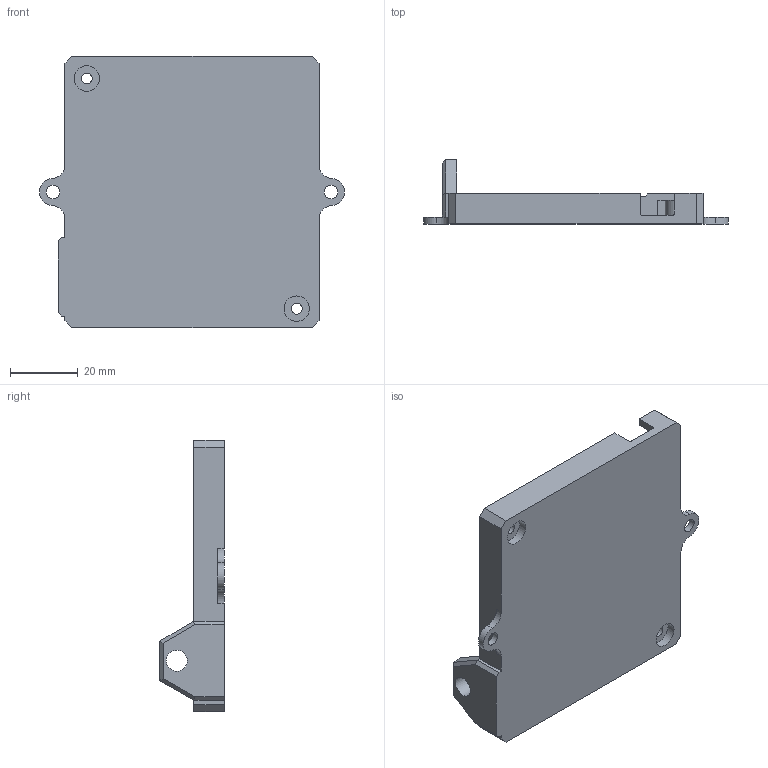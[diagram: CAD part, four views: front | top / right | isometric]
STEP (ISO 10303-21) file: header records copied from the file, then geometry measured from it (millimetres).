
FILE_DESCRIPTION(/* description */ (''),/* implementation_level */ '2;1');
FILE_NAME(/* name */ 'Base.step',/* time_stamp */ '2025-01-18T13:34:53+01:00',/* author */ (''),/* organization */ (''),/* preprocessor_version */ 'ST-DEVELOPER v20',/* originating_system */ 'Autodesk Translation Framework v12.20.1.177',/* authorisation */ '');
FILE_SCHEMA (('AUTOMOTIVE_DESIGN { 1 0 10303 214 3 1 1 }'));
Length unit declared in the file: millimetre
Products named in the file (1): Base
Bounding box: 90 x 19.07 x 80 mm (x, y, z)
Volume: 19303.3 mm3; surface area: 17612.5 mm2
Topology: 1 solids, 1 shells, 82 faces, 230 edges, 152 vertices
Faces by surface type: plane 65, cylinder 17
Full cylindrical faces by diameter (mm): 3.2 x2, 4 x2, 6.2 x1, 7.5 x2
Entity records: 2669 total; most frequent: CARTESIAN_POINT 465, ORIENTED_EDGE 460, DIRECTION 430, EDGE_CURVE 230, LINE 196, VECTOR 196, VERTEX_POINT 152, AXIS2_PLACEMENT_3D 117
